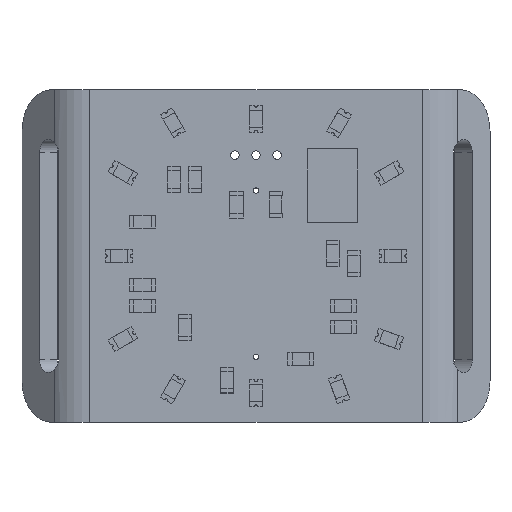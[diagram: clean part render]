
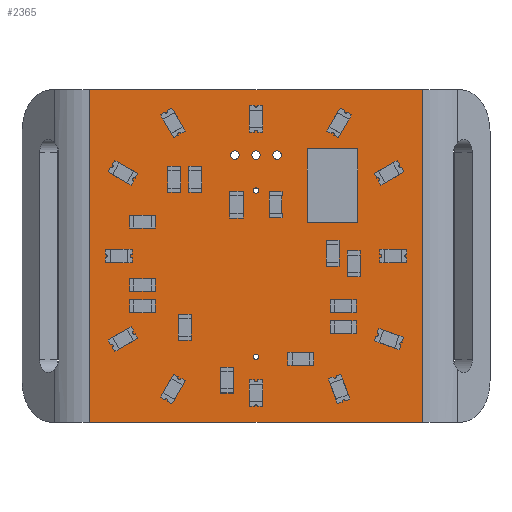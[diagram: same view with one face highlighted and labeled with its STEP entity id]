
A CAD part, top view. The second image highlights one B-rep face of the part: STEP entity #2365.
In plain terms, the highlighted planar face has unit normal (0, 0, 1).
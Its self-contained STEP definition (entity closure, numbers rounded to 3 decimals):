
#161=FACE_BOUND('',#402,.T.);
#162=FACE_BOUND('',#403,.T.);
#163=FACE_BOUND('',#404,.T.);
#164=FACE_BOUND('',#405,.T.);
#165=FACE_BOUND('',#406,.T.);
#178=PLANE('',#2563);
#279=FACE_OUTER_BOUND('',#401,.T.);
#401=EDGE_LOOP('',(#1666,#1667,#1668,#1669));
#402=EDGE_LOOP('',(#1670));
#403=EDGE_LOOP('',(#1671));
#404=EDGE_LOOP('',(#1672));
#405=EDGE_LOOP('',(#1673));
#406=EDGE_LOOP('',(#1674));
#534=LINE('',#3448,#801);
#537=LINE('',#3454,#804);
#540=LINE('',#3460,#807);
#543=LINE('',#3464,#810);
#801=VECTOR('',#2787,10.);
#804=VECTOR('',#2792,10.);
#807=VECTOR('',#2797,10.);
#810=VECTOR('',#2802,10.);
#1062=CIRCLE('',#2546,0.508);
#1064=CIRCLE('',#2549,0.508);
#1066=CIRCLE('',#2552,0.325);
#1068=CIRCLE('',#2555,0.325);
#1070=CIRCLE('',#2558,0.508);
#1106=VERTEX_POINT('',#3414);
#1108=VERTEX_POINT('',#3420);
#1110=VERTEX_POINT('',#3426);
#1112=VERTEX_POINT('',#3432);
#1114=VERTEX_POINT('',#3438);
#1117=VERTEX_POINT('',#3445);
#1118=VERTEX_POINT('',#3447);
#1120=VERTEX_POINT('',#3453);
#1122=VERTEX_POINT('',#3459);
#1313=EDGE_CURVE('',#1106,#1106,#1062,.T.);
#1316=EDGE_CURVE('',#1108,#1108,#1064,.T.);
#1319=EDGE_CURVE('',#1110,#1110,#1066,.T.);
#1322=EDGE_CURVE('',#1112,#1112,#1068,.T.);
#1325=EDGE_CURVE('',#1114,#1114,#1070,.T.);
#1328=EDGE_CURVE('',#1118,#1117,#534,.T.);
#1331=EDGE_CURVE('',#1120,#1118,#537,.T.);
#1334=EDGE_CURVE('',#1122,#1120,#540,.T.);
#1337=EDGE_CURVE('',#1117,#1122,#543,.T.);
#1666=ORIENTED_EDGE('',*,*,#1337,.T.);
#1667=ORIENTED_EDGE('',*,*,#1334,.T.);
#1668=ORIENTED_EDGE('',*,*,#1331,.T.);
#1669=ORIENTED_EDGE('',*,*,#1328,.T.);
#1670=ORIENTED_EDGE('',*,*,#1313,.T.);
#1671=ORIENTED_EDGE('',*,*,#1316,.T.);
#1672=ORIENTED_EDGE('',*,*,#1319,.T.);
#1673=ORIENTED_EDGE('',*,*,#1322,.T.);
#1674=ORIENTED_EDGE('',*,*,#1325,.T.);
#2365=ADVANCED_FACE('',(#279,#161,#162,#163,#164,#165),#178,.T.);
#2546=AXIS2_PLACEMENT_3D('',#3416,#2753,#2754);
#2549=AXIS2_PLACEMENT_3D('',#3422,#2760,#2761);
#2552=AXIS2_PLACEMENT_3D('',#3428,#2767,#2768);
#2555=AXIS2_PLACEMENT_3D('',#3434,#2774,#2775);
#2558=AXIS2_PLACEMENT_3D('',#3440,#2781,#2782);
#2563=AXIS2_PLACEMENT_3D('',#3465,#2803,#2804);
#2753=DIRECTION('center_axis',(0.,0.,-1.));
#2754=DIRECTION('ref_axis',(1.,0.,0.));
#2760=DIRECTION('center_axis',(0.,0.,-1.));
#2761=DIRECTION('ref_axis',(1.,0.,0.));
#2767=DIRECTION('center_axis',(0.,0.,-1.));
#2768=DIRECTION('ref_axis',(1.,0.,0.));
#2774=DIRECTION('center_axis',(0.,0.,-1.));
#2775=DIRECTION('ref_axis',(1.,0.,0.));
#2781=DIRECTION('center_axis',(0.,0.,-1.));
#2782=DIRECTION('ref_axis',(1.,0.,0.));
#2787=DIRECTION('',(-1.,0.,0.));
#2792=DIRECTION('',(0.,1.,0.));
#2797=DIRECTION('',(1.,0.,0.));
#2802=DIRECTION('',(0.,-1.,0.));
#2803=DIRECTION('center_axis',(0.,0.,1.));
#2804=DIRECTION('ref_axis',(1.,0.,0.));
#3414=CARTESIAN_POINT('',(19.492,32.131,1.57));
#3416=CARTESIAN_POINT('Origin',(20.,32.131,1.57));
#3420=CARTESIAN_POINT('',(16.952,32.131,1.57));
#3422=CARTESIAN_POINT('Origin',(17.46,32.131,1.57));
#3426=CARTESIAN_POINT('',(19.675,7.868,1.57));
#3428=CARTESIAN_POINT('Origin',(20.,7.868,1.57));
#3432=CARTESIAN_POINT('',(19.675,27.868,1.57));
#3434=CARTESIAN_POINT('Origin',(20.,27.868,1.57));
#3438=CARTESIAN_POINT('',(22.032,32.131,1.57));
#3440=CARTESIAN_POINT('Origin',(22.54,32.131,1.57));
#3445=CARTESIAN_POINT('',(0.,40.,1.57));
#3447=CARTESIAN_POINT('',(40.,40.,1.57));
#3448=CARTESIAN_POINT('',(40.,40.,1.57));
#3453=CARTESIAN_POINT('',(40.,0.,1.57));
#3454=CARTESIAN_POINT('',(40.,0.,1.57));
#3459=CARTESIAN_POINT('',(0.,0.,1.57));
#3460=CARTESIAN_POINT('',(0.,0.,1.57));
#3464=CARTESIAN_POINT('',(0.,40.,1.57));
#3465=CARTESIAN_POINT('Origin',(20.,20.,1.57));
